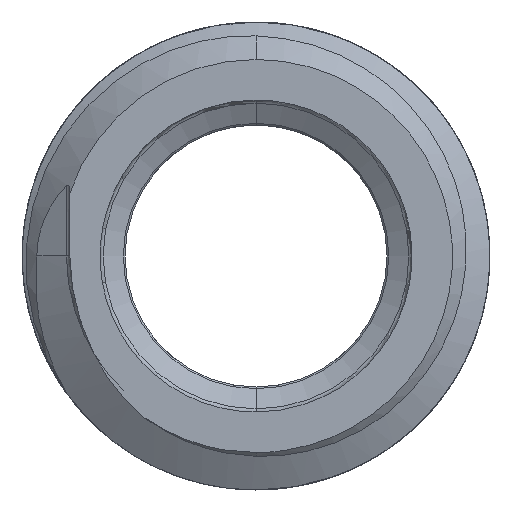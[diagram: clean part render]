
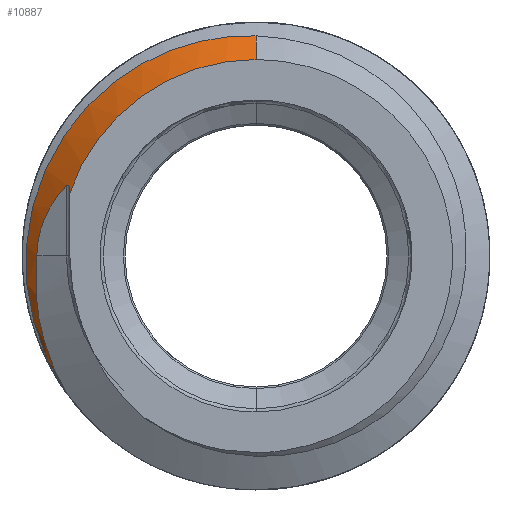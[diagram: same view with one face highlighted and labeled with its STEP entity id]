
A CAD part, front view. The second image highlights one B-rep face of the part: STEP entity #10887.
In plain terms, the highlighted conical face has half-angle 45 degrees and reference radius 7.507 mm.
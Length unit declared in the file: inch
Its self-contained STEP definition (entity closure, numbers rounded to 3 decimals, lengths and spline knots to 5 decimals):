
#65 = ORIENTED_EDGE ( 'NONE', *, *, #38543, .F. ) ;
#697 = CARTESIAN_POINT ( 'NONE',  ( -0.24663, 0.04578, -0.16039 ) ) ;
#736 = VERTEX_POINT ( 'NONE', #25906 ) ;
#1558 = CARTESIAN_POINT ( 'NONE',  ( -0.26905, 0.03939, 0.10195 ) ) ;
#1680 = ORIENTED_EDGE ( 'NONE', *, *, #29364, .T. ) ;
#1749 = ORIENTED_EDGE ( 'NONE', *, *, #22720, .T. ) ;
#3544 = ORIENTED_EDGE ( 'NONE', *, *, #8271, .T. ) ;
#3775 = ORIENTED_EDGE ( 'NONE', *, *, #12523, .T. ) ;
#4195 = ORIENTED_EDGE ( 'NONE', *, *, #30868, .F. ) ;
#4429 = CARTESIAN_POINT ( 'NONE',  ( -0.26573, 0.04587, -0.12829 ) ) ;
#4554 = CARTESIAN_POINT ( 'NONE',  ( -0.24543, 0.03792, 0.14908 ) ) ;
#6251 = CARTESIAN_POINT ( 'NONE',  ( -0.09104, 0.03241, 0.26558 ) ) ;
#7474 = CARTESIAN_POINT ( 'NONE',  ( -0.2821, 0.04442, -0.07823 ) ) ;
#7609 = CARTESIAN_POINT ( 'NONE',  ( -0.1939, 0.03576, 0.20891 ) ) ;
#8205 = VERTEX_POINT ( 'NONE', #8922 ) ;
#8271 = EDGE_CURVE ( 'NONE', #26083, #8205, #27611, .T. ) ;
#8279 = DIRECTION ( 'NONE',  ( 0., 0., 1. ) ) ;
#8287 = DIRECTION ( 'NONE',  ( 0., 1., 0. ) ) ;
#8333 = CARTESIAN_POINT ( 'NONE',  ( 0., 0., 0. ) ) ;
#8922 = CARTESIAN_POINT ( 'NONE',  ( 0., 0., 0.24803 ) ) ;
#9260 = CARTESIAN_POINT ( 'NONE',  ( -0.05277, 0.03132, 0.27464 ) ) ;
#9627 = CARTESIAN_POINT ( 'NONE',  ( -0.27665, 0.02861, 0. ) ) ;
#10490 = CARTESIAN_POINT ( 'NONE',  ( -0.28898, 0.04334, -0.03951 ) ) ;
#10617 = CARTESIAN_POINT ( 'NONE',  ( -0.13956, 0.03389, 0.24531 ) ) ;
#10673 = CARTESIAN_POINT ( 'NONE',  ( -0.23496, 0., 0.07946 ) ) ;
#10887 = ADVANCED_FACE ( 'NONE', ( #13807 ), #24289, .T. ) ;
#11025 = VERTEX_POINT ( 'NONE', #27452 ) ;
#11916 = AXIS2_PLACEMENT_3D ( 'NONE', #8333, #8287, #8279 ) ;
#12279 = CARTESIAN_POINT ( 'NONE',  ( -0.01325, 0.03018, 0.27821 ) ) ;
#12523 = EDGE_CURVE ( 'NONE', #736, #26083, #26054, .T. ) ;
#13008 = CARTESIAN_POINT ( 'NONE',  ( -0.23496, 0., 0.07946 ) ) ;
#13067 = CARTESIAN_POINT ( 'NONE',  ( -0.23496, 0.00134, 0.08363 ) ) ;
#13110 = B_SPLINE_CURVE_WITH_KNOTS ( 'NONE', 3,
 ( #9627, #30730, #33754, #15676, #36623, #18731, #697, #21822 ),
 .UNSPECIFIED., .F., .F.,
 ( 4, 2, 2, 4 ),
 ( 0., 0.00229, 0.00344, 0.00458 ),
 .UNSPECIFIED. ) ;
#13142 = CARTESIAN_POINT ( 'NONE',  ( -0.23527, 0.00265, 0.08657 ) ) ;
#13189 = CARTESIAN_POINT ( 'NONE',  ( -0.23621, 0.00428, 0.08869 ) ) ;
#13231 = CARTESIAN_POINT ( 'NONE',  ( -0.23638, 0.00453, 0.08895 ) ) ;
#13273 = CARTESIAN_POINT ( 'NONE',  ( -0.2368, 0.00508, 0.08938 ) ) ;
#13322 = CARTESIAN_POINT ( 'NONE',  ( -0.23703, 0.00534, 0.08951 ) ) ;
#13330 = CARTESIAN_POINT ( 'NONE',  ( -0.23776, 0.00606, 0.08963 ) ) ;
#13362 = CARTESIAN_POINT ( 'NONE',  ( -0.2383, 0.00648, 0.08937 ) ) ;
#13379 = CARTESIAN_POINT ( 'NONE',  ( -0.25397, 0.04658, -0.15165 ) ) ;
#13405 = CARTESIAN_POINT ( 'NONE',  ( -0.2389, 0.00682, 0.08876 ) ) ;
#13504 = CARTESIAN_POINT ( 'NONE',  ( -0.29062, 0.04229, -0.00031 ) ) ;
#13640 = CARTESIAN_POINT ( 'NONE',  ( -0.10342, 0.03277, 0.26139 ) ) ;
#13807 = FACE_OUTER_BOUND ( 'NONE', #34952, .T. ) ;
#15676 = CARTESIAN_POINT ( 'NONE',  ( -0.2685, 0.03965, -0.10436 ) ) ;
#16555 = CARTESIAN_POINT ( 'NONE',  ( -0.28689, 0.04122, 0.03912 ) ) ;
#18066 = VERTEX_POINT ( 'NONE', #32412 ) ;
#18731 = CARTESIAN_POINT ( 'NONE',  ( -0.25319, 0.04428, -0.14684 ) ) ;
#19612 = CARTESIAN_POINT ( 'NONE',  ( -0.27792, 0.04013, 0.07726 ) ) ;
#20675 =( BOUNDED_CURVE ( )  B_SPLINE_CURVE ( 3, ( #38727, #38788, #38630, #38597 ),
 .UNSPECIFIED., .F., .F. ) 
 B_SPLINE_CURVE_WITH_KNOTS ( ( 4, 4 ),
 ( 0., 0.66848 ),
 .UNSPECIFIED. ) 
 CURVE ( )  GEOMETRIC_REPRESENTATION_ITEM ( )  RATIONAL_B_SPLINE_CURVE ( ( 1., 0.963, 0.963, 1. ) ) 
 REPRESENTATION_ITEM ( '' )  );
#21822 = CARTESIAN_POINT ( 'NONE',  ( -0.23895, 0.04726, -0.17349 ) ) ;
#22698 = CARTESIAN_POINT ( 'NONE',  ( -0.2637, 0.03902, 0.11416 ) ) ;
#22720 = EDGE_CURVE ( 'NONE', #38802, #736, #20675, .T. ) ;
#24289 = CONICAL_SURFACE ( 'NONE', #32897, 0.29557, 0.785 ) ;
#24822 = CARTESIAN_POINT ( 'NONE',  ( 0., 0.04754, 0.29557 ) ) ;
#25634 = CARTESIAN_POINT ( 'NONE',  ( -0.2786, 0.04479, -0.09109 ) ) ;
#25759 = CARTESIAN_POINT ( 'NONE',  ( -0.23031, 0.03723, 0.17039 ) ) ;
#25906 = CARTESIAN_POINT ( 'NONE',  ( -0.2389, 0.00682, 0.08876 ) ) ;
#26054 = B_SPLINE_CURVE_WITH_KNOTS ( 'NONE', 3,
 ( #13405, #13362, #13330, #13322, #13273, #13231, #13189, #13142, #13067, #13008 ),
 .UNSPECIFIED., .F., .F.,
 ( 4, 2, 2, 2, 4 ),
 ( 0., 0.25, 0.375, 0.5, 1. ),
 .UNSPECIFIED. ) ;
#26083 = VERTEX_POINT ( 'NONE', #10673 ) ;
#26143 = VECTOR ( 'NONE', #36562, 39.37008 ) ;
#27437 = CARTESIAN_POINT ( 'NONE',  ( -0.06574, 0.03169, 0.2722 ) ) ;
#27452 = CARTESIAN_POINT ( 'NONE',  ( 0., 0.02979, 0.27782 ) ) ;
#27534 = DIRECTION ( 'NONE',  ( 0., 0., 1. ) ) ;
#27611 = CIRCLE ( 'NONE', #11916, 0.24803 ) ;
#27845 = DIRECTION ( 'NONE',  ( 0., 1., 0. ) ) ;
#27924 = CARTESIAN_POINT ( 'NONE',  ( 0., 0.04754, 0. ) ) ;
#28683 = CARTESIAN_POINT ( 'NONE',  ( -0.28727, 0.0437, -0.05247 ) ) ;
#28816 = CARTESIAN_POINT ( 'NONE',  ( -0.17345, 0.03501, 0.22521 ) ) ;
#29364 = EDGE_CURVE ( 'NONE', #8205, #11025, #30897, .T. ) ;
#30496 = CARTESIAN_POINT ( 'NONE',  ( -0.02646, 0.03056, 0.27765 ) ) ;
#30730 = CARTESIAN_POINT ( 'NONE',  ( -0.27977, 0.03174, -0.03018 ) ) ;
#30750 = CARTESIAN_POINT ( 'NONE',  ( -0.27665, 0.02861, 0. ) ) ;
#30868 = EDGE_CURVE ( 'NONE', #38802, #18066, #13110, .T. ) ;
#30897 = LINE ( 'NONE', #24822, #26143 ) ;
#31696 = CARTESIAN_POINT ( 'NONE',  ( -0.29065, 0.04263, -0.01343 ) ) ;
#31819 = CARTESIAN_POINT ( 'NONE',  ( -0.12764, 0.03351, 0.25129 ) ) ;
#32412 = CARTESIAN_POINT ( 'NONE',  ( -0.23895, 0.04726, -0.17349 ) ) ;
#32897 = AXIS2_PLACEMENT_3D ( 'NONE', #27924, #27845, #27534 ) ;
#33411 = CARTESIAN_POINT ( 'NONE',  ( 0., 0.02979, 0.27782 ) ) ;
#33754 = CARTESIAN_POINT ( 'NONE',  ( -0.27811, 0.0349, -0.06004 ) ) ;
#34453 = CARTESIAN_POINT ( 'NONE',  ( -0.23895, 0.04726, -0.17349 ) ) ;
#34574 = CARTESIAN_POINT ( 'NONE',  ( -0.28873, 0.04158, 0.0261 ) ) ;
#34952 = EDGE_LOOP ( 'NONE', ( #3544, #1680, #65, #4195, #1749, #3775 ) ) ;
#35364 = B_SPLINE_CURVE_WITH_KNOTS ( 'NONE', 3,
 ( #34453, #13379, #4429, #25634, #7474, #28683, #10490, #31696, #13504, #34574, #16555, #37436, #19612, #1558, #22698, #4554, #25759, #7609, #28816, #10617, #31819, #13640, #6251, #27437, #9260, #30496, #12279, #33411 ),
 .UNSPECIFIED., .F., .F.,
 ( 4, 2, 2, 2, 2, 2, 2, 2, 2, 2, 2, 2, 2, 4 ),
 ( -0.01594, -0.01395, -0.01295, -0.01196, -0.01096, -0.00996, -0.00897, -0.00797, -0.00598, -0.00399, -0.00299, -0.00199, -0.001, 0. ),
 .UNSPECIFIED. ) ;
#36562 = DIRECTION ( 'NONE',  ( 0., 0.707, 0.707 ) ) ;
#36623 = CARTESIAN_POINT ( 'NONE',  ( -0.26412, 0.04122, -0.11887 ) ) ;
#37436 = CARTESIAN_POINT ( 'NONE',  ( -0.28148, 0.04049, 0.06469 ) ) ;
#38543 = EDGE_CURVE ( 'NONE', #18066, #11025, #35364, .T. ) ;
#38597 = CARTESIAN_POINT ( 'NONE',  ( -0.2389, 0.00682, 0.08876 ) ) ;
#38630 = CARTESIAN_POINT ( 'NONE',  ( -0.26358, 0.02107, 0.06324 ) ) ;
#38727 = CARTESIAN_POINT ( 'NONE',  ( -0.27665, 0.02861, 0. ) ) ;
#38788 = CARTESIAN_POINT ( 'NONE',  ( -0.27665, 0.02861, 0.03252 ) ) ;
#38802 = VERTEX_POINT ( 'NONE', #30750 ) ;
